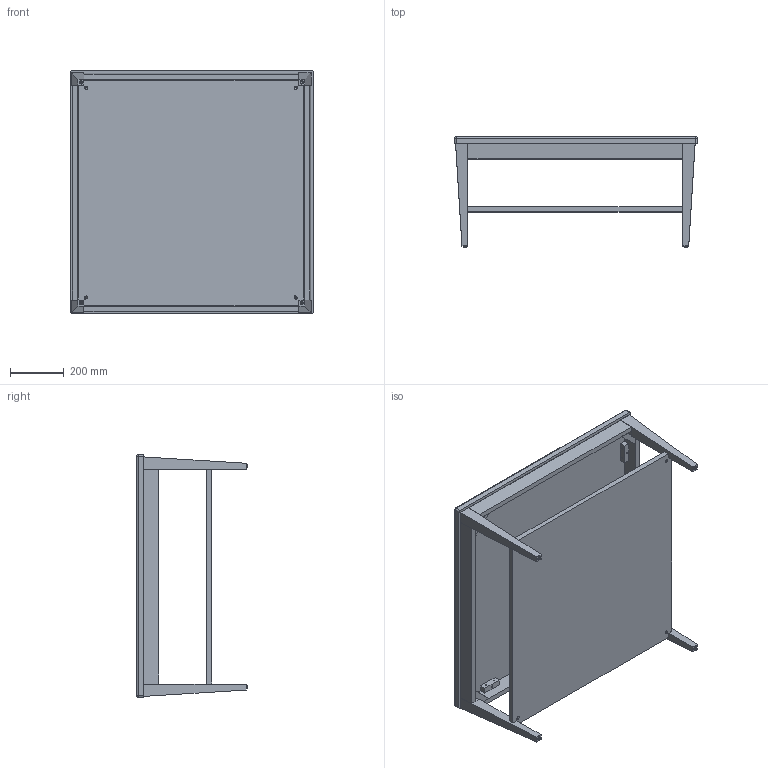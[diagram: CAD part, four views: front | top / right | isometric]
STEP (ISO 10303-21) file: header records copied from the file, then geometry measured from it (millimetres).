
FILE_DESCRIPTION(/* description */ (''),/* implementation_level */ '2;1');
FILE_NAME(/* name */ 'KT6M3636B4.stp',/* time_stamp */ '2019-05-22T15:27:50-04:00',/* author */ ('emehringer'),/* organization */ (''),/* preprocessor_version */ 'ST-DEVELOPER v16.13',/* originating_system */ 'Autodesk Inventor 2018',/* authorisation */ '');
FILE_SCHEMA (('AUTOMOTIVE_DESIGN { 1 0 10303 214 3 1 1 }'));
Length unit declared in the file: inch
Products named in the file (9): KT6M3636B4; TOP B 4; KT6 APR ASM 4; CB 0T7; KT6-04; CLEAT01; KT6 SHELF 4; OT6 LEG 2; GLIDE B1/2"
Assembly tree (31 placements, depth 3):
  KT6M3636B4
    OT6 LEG 2  x4
    TOP B 4
    KT6 APR ASM 4
      CB 0T7  x4
      KT6-04  x4
      CLEAT01  x12
    KT6 SHELF 4
    GLIDE B1/2"  x4
Bounding box: 901.7 x 411.1 x 901.7 mm (x, y, z)
Volume: 40206727.5 mm3; surface area: 4072487.9 mm2
Topology: 30 solids, 30 shells, 380 faces, 832 edges, 544 vertices
Faces by surface type: plane 244, cylinder 124, sphere 4, cone 4, torus 4
Full cylindrical faces by diameter (mm): 1.803 x4, 4.762 x52, 4.763 x4, 9.525 x20, 11.112 x16, 12.471 x4, 22.225 x8
Entity records: 3764 total; most frequent: DIRECTION 651, CARTESIAN_POINT 571, ORIENTED_EDGE 484, AXIS2_PLACEMENT_3D 250, EDGE_CURVE 242, EDGE_LOOP 178, VERTEX_POINT 170, LINE 151
